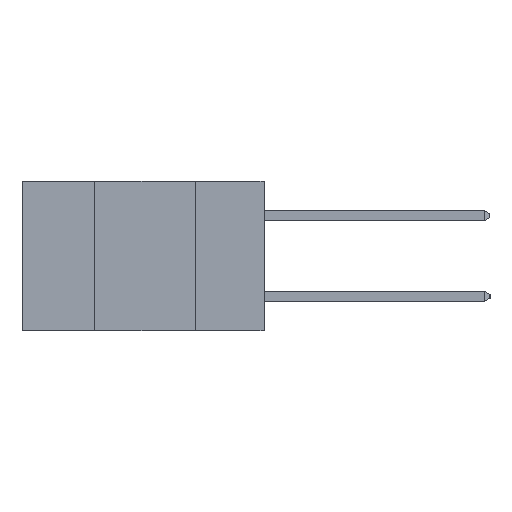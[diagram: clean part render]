
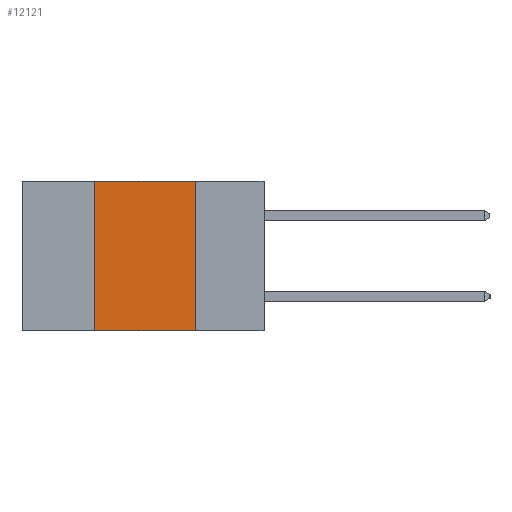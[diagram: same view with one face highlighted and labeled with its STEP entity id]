
A CAD part, left-side view. The second image highlights one B-rep face of the part: STEP entity #12121.
In plain terms, the highlighted planar face has unit normal (-1, 0, 0).
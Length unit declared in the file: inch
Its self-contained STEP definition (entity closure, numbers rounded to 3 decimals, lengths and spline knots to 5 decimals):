
#70 = VECTOR ( 'NONE', #11908, 39.37008 ) ;
#1047 = ORIENTED_EDGE ( 'NONE', *, *, #5684, .F. ) ;
#1102 = ORIENTED_EDGE ( 'NONE', *, *, #4639, .F. ) ;
#1131 = ORIENTED_EDGE ( 'NONE', *, *, #2226, .T. ) ;
#1718 = CARTESIAN_POINT ( 'NONE',  ( 0., 0.17, -0.37 ) ) ;
#1816 = ORIENTED_EDGE ( 'NONE', *, *, #5875, .F. ) ;
#2027 = FACE_OUTER_BOUND ( 'NONE', #4398, .T. ) ;
#2043 = VERTEX_POINT ( 'NONE', #12405 ) ;
#2226 = EDGE_CURVE ( 'NONE', #2043, #2316, #8208, .T. ) ;
#2290 = LINE ( 'NONE', #9470, #13831 ) ;
#2316 = VERTEX_POINT ( 'NONE', #1718 ) ;
#2938 = VERTEX_POINT ( 'NONE', #11009 ) ;
#4255 = CARTESIAN_POINT ( 'NONE',  ( 0., 0.42, 0. ) ) ;
#4398 = EDGE_LOOP ( 'NONE', ( #1816, #1047, #1102, #1131 ) ) ;
#4639 = EDGE_CURVE ( 'NONE', #2043, #13936, #6542, .T. ) ;
#4962 = DIRECTION ( 'NONE',  ( 0., -1., 0. ) ) ;
#5052 = AXIS2_PLACEMENT_3D ( 'NONE', #10349, #12563, #5848 ) ;
#5684 = EDGE_CURVE ( 'NONE', #13936, #2938, #2290, .T. ) ;
#5848 = DIRECTION ( 'NONE',  ( 0., 0., -1. ) ) ;
#5875 = EDGE_CURVE ( 'NONE', #2938, #2316, #11127, .T. ) ;
#6437 = DIRECTION ( 'NONE',  ( 0., 0., -1. ) ) ;
#6542 = LINE ( 'NONE', #10849, #70 ) ;
#6659 = CARTESIAN_POINT ( 'NONE',  ( 0., 0.6, -0.37 ) ) ;
#8208 = LINE ( 'NONE', #6659, #13711 ) ;
#8511 = VECTOR ( 'NONE', #6437, 39.37008 ) ;
#9470 = CARTESIAN_POINT ( 'NONE',  ( 0., 0.6, 0. ) ) ;
#10307 = PLANE ( 'NONE',  #5052 ) ;
#10349 = CARTESIAN_POINT ( 'NONE',  ( 0., 0.6, 0. ) ) ;
#10849 = CARTESIAN_POINT ( 'NONE',  ( 0., 0.42, -0.37 ) ) ;
#11009 = CARTESIAN_POINT ( 'NONE',  ( 0., 0.17, 0. ) ) ;
#11127 = LINE ( 'NONE', #13129, #8511 ) ;
#11908 = DIRECTION ( 'NONE',  ( 0., 0., 1. ) ) ;
#12121 = ADVANCED_FACE ( 'NONE', ( #2027 ), #10307, .F. ) ;
#12405 = CARTESIAN_POINT ( 'NONE',  ( 0., 0.42, -0.37 ) ) ;
#12563 = DIRECTION ( 'NONE',  ( 1., 0., 0. ) ) ;
#13129 = CARTESIAN_POINT ( 'NONE',  ( 0., 0.17, -0.37 ) ) ;
#13158 = DIRECTION ( 'NONE',  ( 0., -1., 0. ) ) ;
#13711 = VECTOR ( 'NONE', #13158, 39.37008 ) ;
#13831 = VECTOR ( 'NONE', #4962, 39.37008 ) ;
#13936 = VERTEX_POINT ( 'NONE', #4255 ) ;
